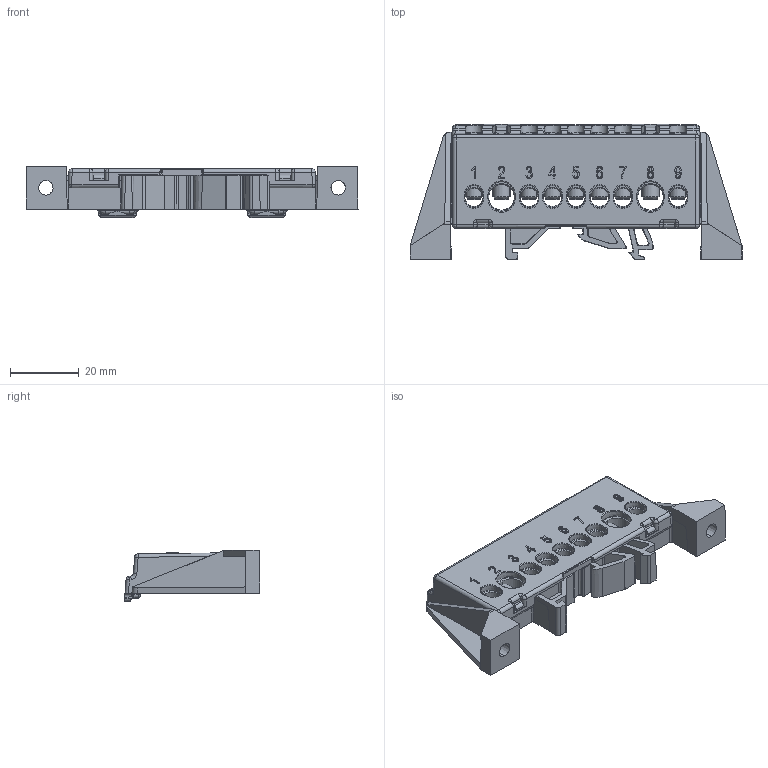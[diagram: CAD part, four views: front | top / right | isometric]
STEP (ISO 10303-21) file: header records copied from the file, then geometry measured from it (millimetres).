
FILE_DESCRIPTION (( 'STEP AP214' ), '1' );
FILE_NAME ('KSN-2-8x12-09.STEP', '2023-11-03T08:06:15', ( '' ), ( '' ), 'SwSTEP 2.0', 'SolidWorks 2022', '' );
FILE_SCHEMA (( 'AUTOMOTIVE_DESIGN' ));
Length unit declared in the file: millimetre
Products named in the file (6): KSN-2-8x12-09; Cover 09; BHBT-3-8x12.09.00; Holder8x12-09-уклоны_уклоны; Винт М5х10_20140212; BHBT-3-8x12.09.01
Assembly tree (13 placements, depth 3):
  KSN-2-8x12-09
    Holder8x12-09-уклоны_уклоны
    BHBT-3-8x12.09.00
      BHBT-3-8x12.09.01
      Винт М5х10_20140212  x9
    Cover 09
Bounding box: 96.29 x 39.24 x 14.83 mm (x, y, z)
Volume: 18819 mm3; surface area: 22101.5 mm2
Topology: 12 solids, 12 shells, 1387 faces, 3790 edges, 2420 vertices
Faces by surface type: plane 645, cylinder 331, cone 176, torus 130, bspline 93, sphere 12
Entity records: 36785 total; most frequent: CARTESIAN_POINT 12646, ORIENTED_EDGE 5416, DIRECTION 4370, EDGE_CURVE 2708, VERTEX_POINT 1738, LINE 1596, VECTOR 1596, AXIS2_PLACEMENT_3D 1387
